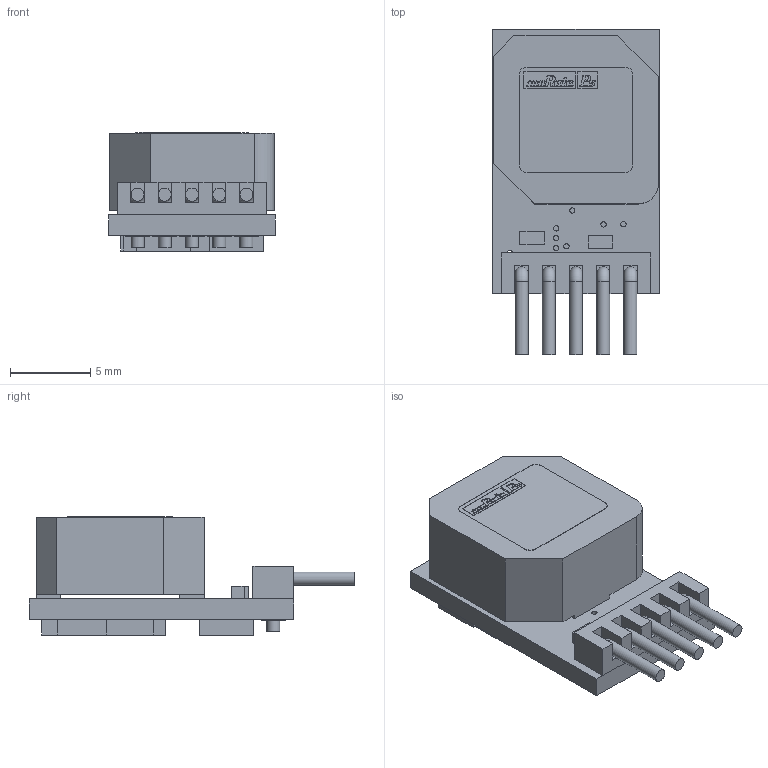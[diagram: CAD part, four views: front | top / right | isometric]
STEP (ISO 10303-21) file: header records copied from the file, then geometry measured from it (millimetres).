
FILE_DESCRIPTION(('CAx-IF Rec.Pracs.---Model Styling and Organization---1.5---2016-08-15','CAx-IF Rec.Pracs.---Geometric and Assembly Validation Properties---4.4---2016-08-17','CAx-IF Rec.Pracs.---User Defined Attributes---1.5---2016-08-15','CAx-IF Rec.Pracs.---External References---2.1---2005-01-19'),'2;1');
FILE_NAME('OKR-T6-W12_a.step','2020-08-07T11:21:16',('Unspecified'),('Unspecified'),'CAD Exchanger 3.8.1 (cadexchanger.com)','Unspecified','');
FILE_SCHEMA(('AUTOMOTIVE_DESIGN { 1 0 10303 214 1 1 1 1 }'));
Length unit declared in the file: millimetre
Products named in the file (1): okr_t10_w12_a
Bounding box: 10.41 x 20.32 x 7.44 mm (x, y, z)
Surface area: 1225.9 mm2 (no closed solid volume)
Topology: 0 solids, 21 shells, 270 faces, 1067 edges, 773 vertices
Faces by surface type: plane 205, cylinder 60, torus 5
Full cylindrical faces by diameter (mm): 0.33 x13, 0.813 x10, 1.067 x5
Entity records: 13267 total; most frequent: CARTESIAN_POINT 2164, DIRECTION 1882, ORIENTED_EDGE 1609, EDGE_CURVE 1067, VERTEX_POINT 773, LINE 718, VECTOR 718, AXIS2_PLACEMENT_3D 582
